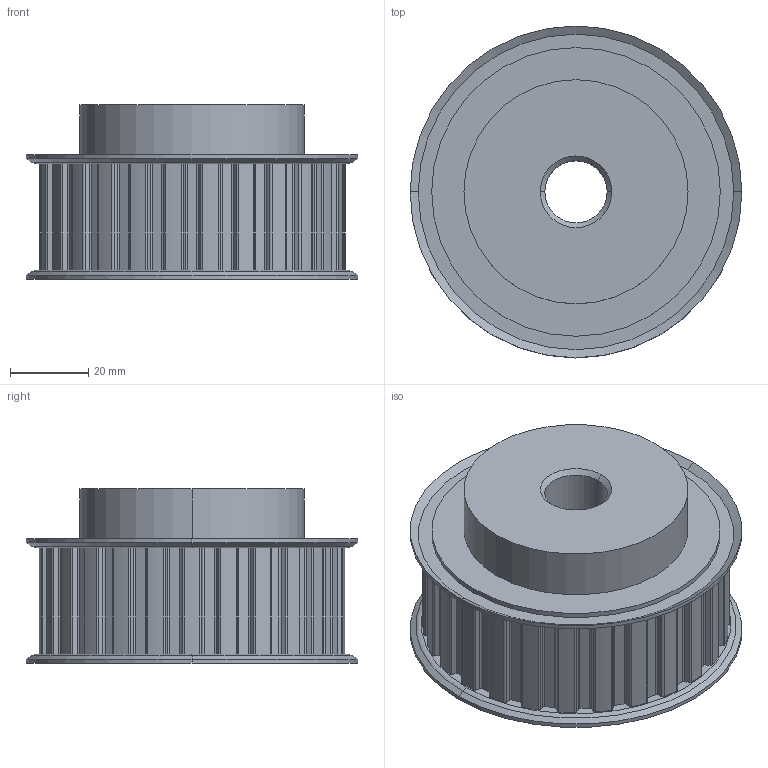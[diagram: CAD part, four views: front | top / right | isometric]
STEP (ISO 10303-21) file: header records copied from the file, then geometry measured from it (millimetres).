
FILE_DESCRIPTION (( 'STEP AP214' ), '1' );
FILE_NAME ('SPB26L100BF-625.STEP', '2015-12-10T15:19:34', ( '' ), ( '' ), 'SwSTEP 2.0', 'SolidWorks 2015', '' );
FILE_SCHEMA (( 'AUTOMOTIVE_DESIGN' ));
Length unit declared in the file: inch
Products named in the file (1): SPB26L100BF-625
Bounding box: 84.58 x 84.58 x 44.45 mm (x, y, z)
Volume: 170788.1 mm3; surface area: 27000.1 mm2
Topology: 1 solids, 1 shells, 264 faces, 755 edges, 498 vertices
Faces by surface type: cylinder 163, plane 85, cone 12, torus 4
Entity records: 8801 total; most frequent: DIRECTION 1631, CARTESIAN_POINT 1518, ORIENTED_EDGE 1510, EDGE_CURVE 755, AXIS2_PLACEMENT_3D 611, VERTEX_POINT 498, LINE 409, VECTOR 409
